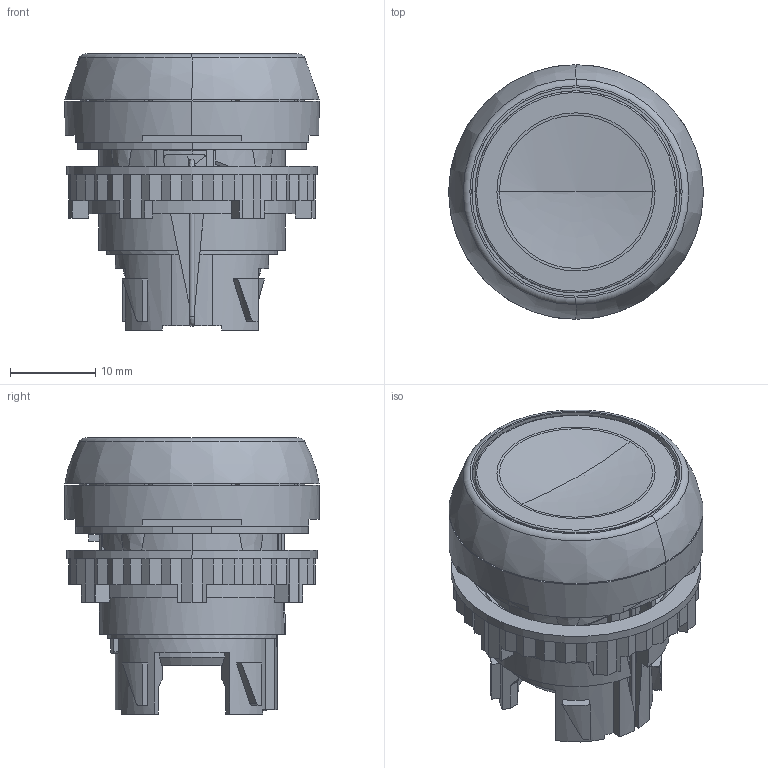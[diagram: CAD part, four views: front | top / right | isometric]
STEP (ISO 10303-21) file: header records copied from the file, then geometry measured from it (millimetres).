
FILE_DESCRIPTION(('STEP AP214'),'1');
FILE_NAME('L21CH20.stp','2007-11-14T15:48:00',(' '),('Legrand SA'),'XStep 1.0','TRANSCAD',' ');
FILE_SCHEMA(('automotive_design'));
Length unit declared in the file: millimetre
Products named in the file (7): Part1|Corps principal ( *SOL2 - wsp *MASTER -  -Non Smart-  )|Solide.1 (  de JELE 3165 : issu de *SOL2 - wsp *MASTER -  ) ( Brep de *SOL2 ); Part1|Corps de pièce.2 ( *SOL3 - wsp *MASTER -  )|Solide.2 (  de JELE 12743 : issu de *SOL3 - wsp *MASTER -  ) ( Brep de *SOL3 ); Part1|Corps de pièce.3 ( *SOL4 - wsp *MASTER -  )|Solide.3 (  de JELE 20716 : issu de *SOL4 - wsp *MASTER -  ) ( Brep de *SOL4 ); Part1|Corps de pièce.4 ( *SOL5 - wsp *MASTER -  )|Solide.4 (  de JELE 25275 : issu de *SOL5 - wsp *MASTER -  ) ( Brep de *SOL5 ); Part1|Corps de pièce.5 ( 051902000 - wsp *MASTER -  )|Solide.5 (  de JELE 28824 : issu de 051902000 - wsp *MASTER -  ) ( Brep de 051902000 ); Part1|Corps de pièce.6 ( *SOL7 - wsp *MASTER -  -Non Smart-  )|Solide.6 (  de JELE 30294 : issu de *SOL7 - wsp *MASTER -  ) ( Brep de *SOL7 ); Part1|Corps de pièce.7 ( *SOL8 - wsp *MASTER -  )|Solide.7 (  de JELE 34307 : issu de *SOL8 - wsp *MASTER -  ) ( Brep de *SOL8 )
Bounding box: 29.9 x 29.9 x 32.45 mm (x, y, z)
Volume: 8244 mm3; surface area: 12939.2 mm2
Topology: 7 solids, 7 shells, 806 faces, 2198 edges, 1402 vertices
Faces by surface type: plane 425, cylinder 190, bspline 88, cone 69, torus 30, sphere 4
Entity records: 36566 total; most frequent: CARTESIAN_POINT 10325, ORIENTED_EDGE 4378, DIRECTION 3754, EDGE_CURVE 2189, VERTEX_POINT 1402, AXIS2_PLACEMENT_3D 1318, LINE 1118, VECTOR 1118
